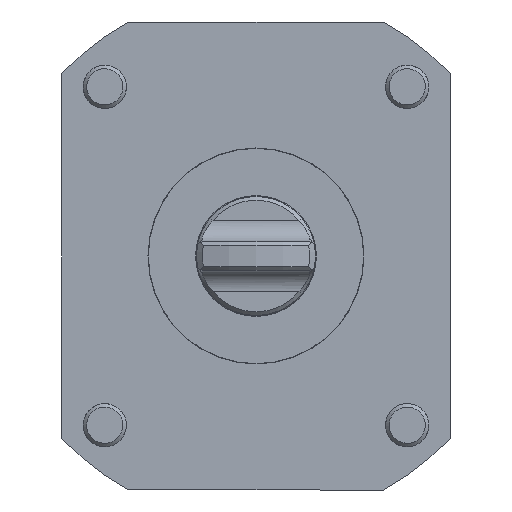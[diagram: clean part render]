
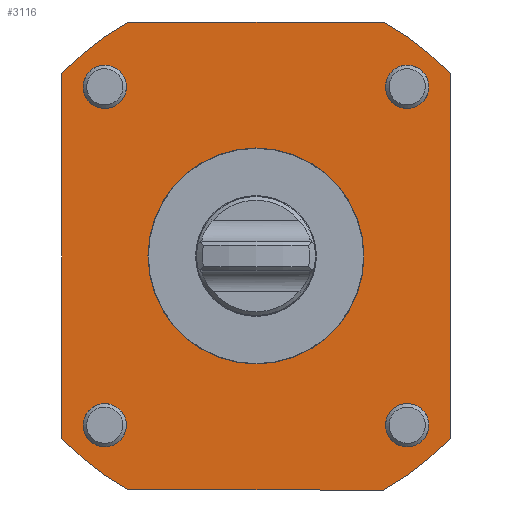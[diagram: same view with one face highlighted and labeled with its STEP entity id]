
A CAD part, front view. The second image highlights one B-rep face of the part: STEP entity #3116.
In plain terms, the highlighted planar face has unit normal (0, -1, 0).
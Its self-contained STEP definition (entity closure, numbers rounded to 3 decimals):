
#50 = DIRECTION ( 'NONE',  ( 0., 0., 1. ) ) ;
#151 = DIRECTION ( 'NONE',  ( 1., 0., 0. ) ) ;
#202 = DIRECTION ( 'NONE',  ( 0., 1., 0. ) ) ;
#209 = EDGE_CURVE ( 'NONE', #6941, #6941, #11347, .T. ) ;
#442 = VERTEX_POINT ( 'NONE', #18511 ) ;
#454 = DIRECTION ( 'NONE',  ( 0., -1., 0. ) ) ;
#620 = DIRECTION ( 'NONE',  ( 1., 0., 0. ) ) ;
#682 = EDGE_LOOP ( 'NONE', ( #6820 ) ) ;
#721 = CIRCLE ( 'NONE', #12012, 6. ) ;
#840 = LINE ( 'NONE', #12074, #6221 ) ;
#848 = LINE ( 'NONE', #7183, #9411 ) ;
#1202 = ORIENTED_EDGE ( 'NONE', *, *, #18527, .F. ) ;
#1243 = EDGE_CURVE ( 'NONE', #15064, #15064, #721, .T. ) ;
#1436 = AXIS2_PLACEMENT_3D ( 'NONE', #5805, #1437, #17248 ) ;
#1437 = DIRECTION ( 'NONE',  ( 0., -1., 0. ) ) ;
#1615 = DIRECTION ( 'NONE',  ( 0., -1., 0. ) ) ;
#1663 = ORIENTED_EDGE ( 'NONE', *, *, #1243, .F. ) ;
#1832 = EDGE_CURVE ( 'NONE', #2609, #2661, #16713, .T. ) ;
#2080 = CARTESIAN_POINT ( 'NONE',  ( 0., 0., 0. ) ) ;
#2099 = EDGE_CURVE ( 'NONE', #12022, #2609, #2503, .T. ) ;
#2140 = AXIS2_PLACEMENT_3D ( 'NONE', #20078, #15291, #2771 ) ;
#2226 = EDGE_CURVE ( 'NONE', #16440, #7389, #848, .T. ) ;
#2503 = LINE ( 'NONE', #10502, #18416 ) ;
#2504 = EDGE_CURVE ( 'NONE', #3565, #12022, #19740, .T. ) ;
#2563 = CARTESIAN_POINT ( 'NONE',  ( -29.935, 0., 0. ) ) ;
#2609 = VERTEX_POINT ( 'NONE', #16989 ) ;
#2640 = DIRECTION ( 'NONE',  ( 0., -1., 0. ) ) ;
#2661 = VERTEX_POINT ( 'NONE', #18991 ) ;
#2771 = DIRECTION ( 'NONE',  ( 0., 0., 1. ) ) ;
#3055 = VERTEX_POINT ( 'NONE', #17367 ) ;
#3116 = ADVANCED_FACE ( 'Defeature completata1_4', ( #7458, #15187, #12156, #17028, #20288, #5709 ), #13844, .T. ) ;
#3221 = AXIS2_PLACEMENT_3D ( 'NONE', #19845, #8680, #16599 ) ;
#3348 = CARTESIAN_POINT ( 'NONE',  ( 0., 0., 0. ) ) ;
#3565 = VERTEX_POINT ( 'NONE', #14323 ) ;
#3998 = EDGE_LOOP ( 'NONE', ( #19110, #9760, #7270, #1202, #10475, #17831, #11657, #10639 ) ) ;
#4019 = CARTESIAN_POINT ( 'NONE',  ( 48., 0., -47. ) ) ;
#4166 = LINE ( 'NONE', #17273, #9315 ) ;
#4784 = EDGE_CURVE ( 'NONE', #442, #7389, #12512, .T. ) ;
#5216 = CARTESIAN_POINT ( 'NONE',  ( 0., 0., 0. ) ) ;
#5288 = CARTESIAN_POINT ( 'NONE',  ( 48., 0., 47. ) ) ;
#5389 = CARTESIAN_POINT ( 'NONE',  ( -36., 0., 47. ) ) ;
#5666 = CARTESIAN_POINT ( 'NONE',  ( -35.369, 0., 65. ) ) ;
#5709 = FACE_BOUND ( 'NONE', #6342, .T. ) ;
#5805 = CARTESIAN_POINT ( 'NONE',  ( 0., 0., 0. ) ) ;
#6082 = DIRECTION ( 'NONE',  ( 1., 0., 0. ) ) ;
#6221 = VECTOR ( 'NONE', #12281, 1000. ) ;
#6265 = AXIS2_PLACEMENT_3D ( 'NONE', #3348, #1615, #50 ) ;
#6342 = EDGE_LOOP ( 'NONE', ( #7247 ) ) ;
#6558 = CIRCLE ( 'NONE', #3221, 6. ) ;
#6659 = AXIS2_PLACEMENT_3D ( 'NONE', #10533, #2640, #6082 ) ;
#6820 = ORIENTED_EDGE ( 'NONE', *, *, #209, .F. ) ;
#6941 = VERTEX_POINT ( 'NONE', #5389 ) ;
#7046 = VERTEX_POINT ( 'NONE', #4019 ) ;
#7161 = CARTESIAN_POINT ( 'NONE',  ( -42., 0., 47. ) ) ;
#7183 = CARTESIAN_POINT ( 'NONE',  ( 0., 0., 65. ) ) ;
#7247 = ORIENTED_EDGE ( 'NONE', *, *, #15666, .T. ) ;
#7270 = ORIENTED_EDGE ( 'NONE', *, *, #19786, .T. ) ;
#7389 = VERTEX_POINT ( 'NONE', #13675 ) ;
#7458 = FACE_OUTER_BOUND ( 'NONE', #3998, .T. ) ;
#7919 = EDGE_CURVE ( 'NONE', #7046, #7046, #19636, .T. ) ;
#8030 = EDGE_CURVE ( 'NONE', #2661, #442, #4166, .T. ) ;
#8088 = AXIS2_PLACEMENT_3D ( 'NONE', #16933, #15696, #14142 ) ;
#8680 = DIRECTION ( 'NONE',  ( 0., -1., 0. ) ) ;
#9154 = DIRECTION ( 'NONE',  ( 0., 0., 1. ) ) ;
#9315 = VECTOR ( 'NONE', #9154, 1000. ) ;
#9411 = VECTOR ( 'NONE', #15316, 1000. ) ;
#9760 = ORIENTED_EDGE ( 'NONE', *, *, #2226, .F. ) ;
#10475 = ORIENTED_EDGE ( 'NONE', *, *, #2504, .T. ) ;
#10502 = CARTESIAN_POINT ( 'NONE',  ( 0., 0., -65. ) ) ;
#10533 = CARTESIAN_POINT ( 'NONE',  ( 42., 0., -47. ) ) ;
#10639 = ORIENTED_EDGE ( 'NONE', *, *, #8030, .T. ) ;
#11347 = CIRCLE ( 'NONE', #18691, 6. ) ;
#11402 = CIRCLE ( 'NONE', #17051, 29.935 ) ;
#11657 = ORIENTED_EDGE ( 'NONE', *, *, #1832, .T. ) ;
#12012 = AXIS2_PLACEMENT_3D ( 'NONE', #17627, #454, #151 ) ;
#12022 = VERTEX_POINT ( 'NONE', #15304 ) ;
#12074 = CARTESIAN_POINT ( 'NONE',  ( -54., 0., 0. ) ) ;
#12156 = FACE_BOUND ( 'NONE', #19175, .T. ) ;
#12280 = EDGE_LOOP ( 'NONE', ( #1663 ) ) ;
#12281 = DIRECTION ( 'NONE',  ( 0., 0., 1. ) ) ;
#12456 = CARTESIAN_POINT ( 'NONE',  ( -36., 0., -47. ) ) ;
#12512 = CIRCLE ( 'NONE', #19822, 74. ) ;
#12767 = ORIENTED_EDGE ( 'NONE', *, *, #13637, .F. ) ;
#12925 = CIRCLE ( 'NONE', #6265, 74. ) ;
#13540 = DIRECTION ( 'NONE',  ( 0., -1., 0. ) ) ;
#13637 = EDGE_CURVE ( 'NONE', #20170, #20170, #6558, .T. ) ;
#13666 = DIRECTION ( 'NONE',  ( 1., 0., 0. ) ) ;
#13675 = CARTESIAN_POINT ( 'NONE',  ( 35.369, 0., 65. ) ) ;
#13844 = PLANE ( 'NONE',  #2140 ) ;
#14142 = DIRECTION ( 'NONE',  ( 0., 0., 1. ) ) ;
#14323 = CARTESIAN_POINT ( 'NONE',  ( -54., 0., -50.596 ) ) ;
#14702 = DIRECTION ( 'NONE',  ( 0., -1., 0. ) ) ;
#15064 = VERTEX_POINT ( 'NONE', #5288 ) ;
#15187 = FACE_BOUND ( 'NONE', #19481, .T. ) ;
#15291 = DIRECTION ( 'NONE',  ( 0., -1., 0. ) ) ;
#15304 = CARTESIAN_POINT ( 'NONE',  ( -35.369, 0., -65. ) ) ;
#15316 = DIRECTION ( 'NONE',  ( 1., 0., 0. ) ) ;
#15666 = EDGE_CURVE ( 'NONE', #19965, #19965, #11402, .T. ) ;
#15696 = DIRECTION ( 'NONE',  ( 0., -1., 0. ) ) ;
#16225 = DIRECTION ( 'NONE',  ( -1., 0., 0. ) ) ;
#16250 = DIRECTION ( 'NONE',  ( 0., 0., 1. ) ) ;
#16440 = VERTEX_POINT ( 'NONE', #5666 ) ;
#16599 = DIRECTION ( 'NONE',  ( 1., 0., 0. ) ) ;
#16713 = CIRCLE ( 'NONE', #1436, 74. ) ;
#16933 = CARTESIAN_POINT ( 'NONE',  ( 0., 0., 0. ) ) ;
#16989 = CARTESIAN_POINT ( 'NONE',  ( 35.369, 0., -65. ) ) ;
#17028 = FACE_BOUND ( 'NONE', #12280, .T. ) ;
#17051 = AXIS2_PLACEMENT_3D ( 'NONE', #2080, #202, #16225 ) ;
#17248 = DIRECTION ( 'NONE',  ( 0., 0., 1. ) ) ;
#17273 = CARTESIAN_POINT ( 'NONE',  ( 54., 0., 0. ) ) ;
#17367 = CARTESIAN_POINT ( 'NONE',  ( -54., 0., 50.596 ) ) ;
#17627 = CARTESIAN_POINT ( 'NONE',  ( 42., 0., 47. ) ) ;
#17831 = ORIENTED_EDGE ( 'NONE', *, *, #2099, .T. ) ;
#17920 = ORIENTED_EDGE ( 'NONE', *, *, #7919, .F. ) ;
#18416 = VECTOR ( 'NONE', #13666, 1000. ) ;
#18511 = CARTESIAN_POINT ( 'NONE',  ( 54., 0., 50.596 ) ) ;
#18527 = EDGE_CURVE ( 'NONE', #3565, #3055, #840, .T. ) ;
#18691 = AXIS2_PLACEMENT_3D ( 'NONE', #7161, #13540, #620 ) ;
#18991 = CARTESIAN_POINT ( 'NONE',  ( 54., 0., -50.596 ) ) ;
#19110 = ORIENTED_EDGE ( 'NONE', *, *, #4784, .T. ) ;
#19175 = EDGE_LOOP ( 'NONE', ( #12767 ) ) ;
#19481 = EDGE_LOOP ( 'NONE', ( #17920 ) ) ;
#19636 = CIRCLE ( 'NONE', #6659, 6. ) ;
#19740 = CIRCLE ( 'NONE', #8088, 74. ) ;
#19786 = EDGE_CURVE ( 'NONE', #16440, #3055, #12925, .T. ) ;
#19822 = AXIS2_PLACEMENT_3D ( 'NONE', #5216, #14702, #16250 ) ;
#19845 = CARTESIAN_POINT ( 'NONE',  ( -42., 0., -47. ) ) ;
#19965 = VERTEX_POINT ( 'NONE', #2563 ) ;
#20078 = CARTESIAN_POINT ( 'NONE',  ( 0., 0., 0. ) ) ;
#20170 = VERTEX_POINT ( 'NONE', #12456 ) ;
#20288 = FACE_BOUND ( 'NONE', #682, .T. ) ;
